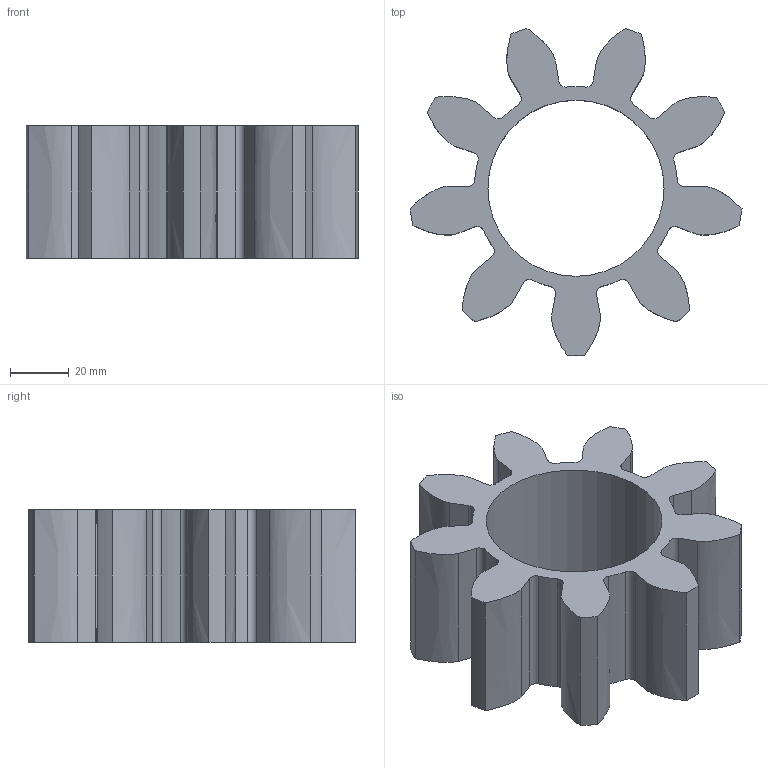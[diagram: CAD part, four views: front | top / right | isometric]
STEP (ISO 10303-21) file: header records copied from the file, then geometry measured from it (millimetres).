
FILE_DESCRIPTION(('produced by SPATIAL CORP'),'2;1');
FILE_NAME( 'low_gear.prt.hh.sat.stp','2002-04-19T14:12:58+00:00',('SPATIAL CORP'),('SPATIAL CORP'), 'ACIS STEP Husk','http://www.spatial.com','SPATIAL CORP');
FILE_SCHEMA(('CONFIG_CONTROL_DESIGN'));
Length unit declared in the file: millimetre
Products named in the file (1): PRODUCT_ID_1
Bounding box: 113.07 x 111.42 x 45 mm (x, y, z)
Volume: 167895.3 mm3; surface area: 41714.6 mm2
Topology: 1 solids, 1 shells, 76 faces, 222 edges, 148 vertices
Faces by surface type: cylinder 38, plane 20, bspline 18
Entity records: 3567 total; most frequent: CARTESIAN_POINT 1544, ORIENTED_EDGE 444, DIRECTION 378, EDGE_CURVE 222, VERTEX_POINT 148, AXIS2_PLACEMENT_3D 134, VECTOR 110, LINE 110
